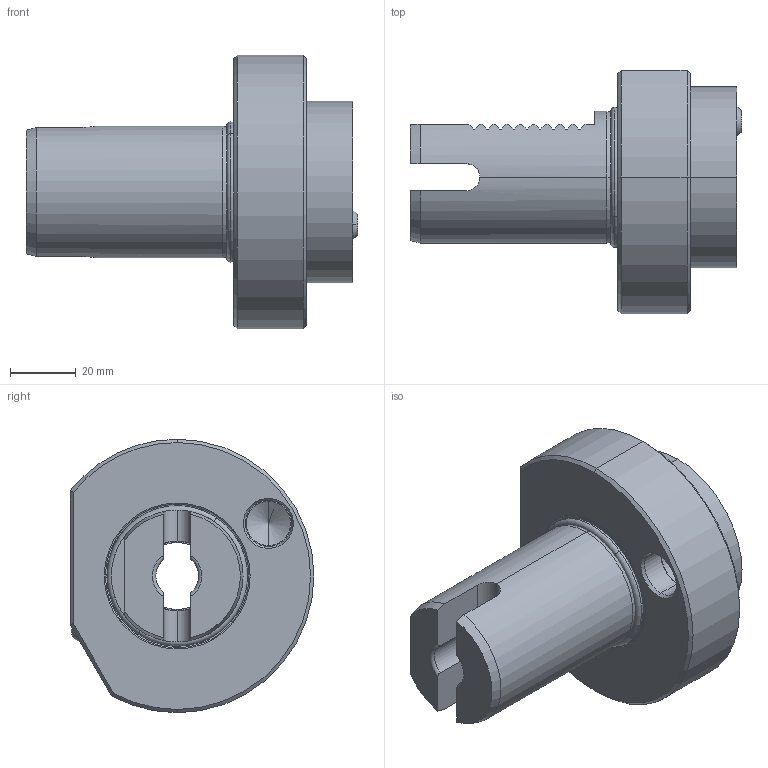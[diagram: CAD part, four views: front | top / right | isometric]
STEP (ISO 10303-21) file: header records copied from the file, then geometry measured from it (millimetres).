
FILE_DESCRIPTION (( 'STEP AP203' ), '1' );
FILE_NAME ('409.07.03.STEP', '2016-11-26T07:18:44', ( '' ), ( '' ), 'SwSTEP 2.0', 'SolidWorks 2012', '' );
FILE_SCHEMA (( 'CONFIG_CONTROL_DESIGN' ));
Length unit declared in the file: millimetre
Products named in the file (7): 409.07.03; 管螺文螺絲; 皿頭_M4xP0.7x8L; 2-44100006N4出水銅嘴; 7止水鉚珠; O型環38.7; VDI40       MA3
Assembly tree (6 placements, depth 2):
  409.07.03
    VDI40       MA3
    2-44100006N4出水銅嘴
    7止水鉚珠
    O型環38.7
    皿頭_M4xP0.7x8L
    管螺文螺絲
Bounding box: 100.57 x 74 x 83 mm (x, y, z)
Volume: 173533.6 mm3; surface area: 37899.7 mm2
Topology: 18 solids, 18 shells, 395 faces, 952 edges, 585 vertices
Faces by surface type: cone 165, cylinder 105, plane 72, bspline 35, torus 14, sphere 4
Entity records: 33950 total; most frequent: CARTESIAN_POINT 24845, ORIENTED_EDGE 1868, DIRECTION 1566, EDGE_CURVE 934, AXIS2_PLACEMENT_3D 599, VERTEX_POINT 579, EDGE_LOOP 413, ADVANCED_FACE 395
